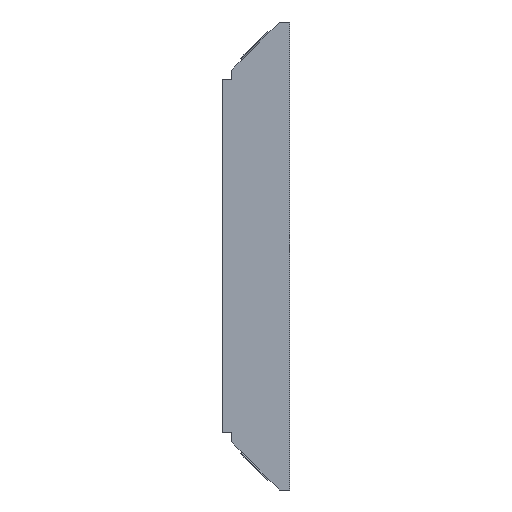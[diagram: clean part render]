
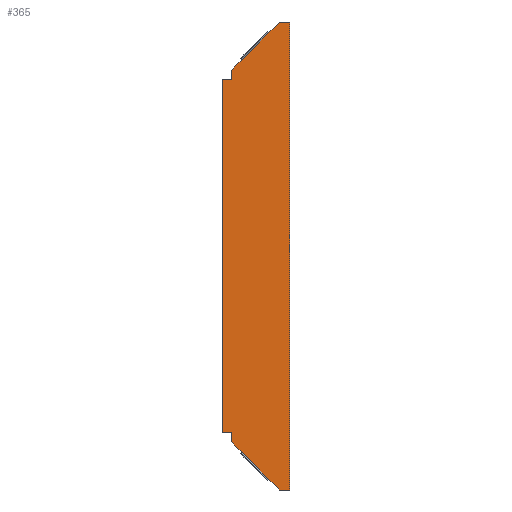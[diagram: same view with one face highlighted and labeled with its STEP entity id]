
A CAD part, front view. The second image highlights one B-rep face of the part: STEP entity #365.
In plain terms, the highlighted planar face has unit normal (0, -1, 0).
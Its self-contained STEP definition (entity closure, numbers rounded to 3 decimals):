
#15 = VECTOR ( 'NONE', #288, 1000. ) ;
#22 = CARTESIAN_POINT ( 'NONE',  ( 10., -1., 0. ) ) ;
#31 = CARTESIAN_POINT ( 'NONE',  ( 49.792, -1., 237.492 ) ) ;
#32 = VECTOR ( 'NONE', #148, 1000. ) ;
#34 = CARTESIAN_POINT ( 'NONE',  ( 61.3, -1., -249. ) ) ;
#49 = CARTESIAN_POINT ( 'NONE',  ( 0., -1., 188. ) ) ;
#57 = LINE ( 'NONE', #378, #555 ) ;
#58 = CARTESIAN_POINT ( 'NONE',  ( 49.792, -1., -237.492 ) ) ;
#61 = VERTEX_POINT ( 'NONE', #118 ) ;
#68 = VERTEX_POINT ( 'NONE', #733 ) ;
#71 = DIRECTION ( 'NONE',  ( -1., 0., 0. ) ) ;
#76 = ORIENTED_EDGE ( 'NONE', *, *, #707, .T. ) ;
#85 = VERTEX_POINT ( 'NONE', #813 ) ;
#91 = VERTEX_POINT ( 'NONE', #1070 ) ;
#105 = EDGE_CURVE ( 'NONE', #939, #61, #57, .T. ) ;
#118 = CARTESIAN_POINT ( 'NONE',  ( 21.508, -1., 209.208 ) ) ;
#122 = VECTOR ( 'NONE', #408, 1000. ) ;
#131 = CARTESIAN_POINT ( 'NONE',  ( 61.3, -1., 249. ) ) ;
#137 = ORIENTED_EDGE ( 'NONE', *, *, #159, .F. ) ;
#148 = DIRECTION ( 'NONE',  ( 0., 0., -1. ) ) ;
#157 = LINE ( 'NONE', #501, #858 ) ;
#159 = EDGE_CURVE ( 'NONE', #274, #68, #783, .T. ) ;
#195 = AXIS2_PLACEMENT_3D ( 'NONE', #334, #918, #990 ) ;
#212 = DIRECTION ( 'NONE',  ( -0.707, 0., 0.707 ) ) ;
#216 = LINE ( 'NONE', #1053, #1033 ) ;
#219 = CARTESIAN_POINT ( 'NONE',  ( 61.3, -1., 249. ) ) ;
#221 = DIRECTION ( 'NONE',  ( 0., 0., 1. ) ) ;
#227 = ORIENTED_EDGE ( 'NONE', *, *, #479, .T. ) ;
#250 = EDGE_CURVE ( 'NONE', #68, #668, #711, .T. ) ;
#254 = VECTOR ( 'NONE', #646, 1000. ) ;
#262 = ORIENTED_EDGE ( 'NONE', *, *, #105, .T. ) ;
#270 = ORIENTED_EDGE ( 'NONE', *, *, #989, .F. ) ;
#274 = VERTEX_POINT ( 'NONE', #883 ) ;
#288 = DIRECTION ( 'NONE',  ( -0.707, 0., -0.707 ) ) ;
#311 = DIRECTION ( 'NONE',  ( -1., 0., 0. ) ) ;
#313 = FACE_OUTER_BOUND ( 'NONE', #1100, .T. ) ;
#333 = CARTESIAN_POINT ( 'NONE',  ( 72.3, -1., 249. ) ) ;
#334 = CARTESIAN_POINT ( 'NONE',  ( 0., -1., 0. ) ) ;
#345 = VECTOR ( 'NONE', #1027, 1000. ) ;
#360 = CARTESIAN_POINT ( 'NONE',  ( 61.3, -1., -249. ) ) ;
#365 = ADVANCED_FACE ( 'NONE', ( #313 ), #823, .T. ) ;
#375 = ORIENTED_EDGE ( 'NONE', *, *, #498, .T. ) ;
#378 = CARTESIAN_POINT ( 'NONE',  ( 49.792, -1., 237.492 ) ) ;
#408 = DIRECTION ( 'NONE',  ( -1., 0., 0. ) ) ;
#428 = EDGE_CURVE ( 'NONE', #759, #933, #157, .T. ) ;
#444 = CARTESIAN_POINT ( 'NONE',  ( 72.3, -1., -249. ) ) ;
#447 = LINE ( 'NONE', #688, #345 ) ;
#476 = LINE ( 'NONE', #1071, #122 ) ;
#479 = EDGE_CURVE ( 'NONE', #1093, #91, #814, .T. ) ;
#498 = EDGE_CURVE ( 'NONE', #91, #939, #571, .T. ) ;
#501 = CARTESIAN_POINT ( 'NONE',  ( 72.3, -1., -249. ) ) ;
#504 = VERTEX_POINT ( 'NONE', #49 ) ;
#508 = VERTEX_POINT ( 'NONE', #58 ) ;
#517 = VERTEX_POINT ( 'NONE', #713 ) ;
#524 = VECTOR ( 'NONE', #808, 1000. ) ;
#525 = LINE ( 'NONE', #360, #1044 ) ;
#552 = EDGE_CURVE ( 'NONE', #668, #770, #476, .T. ) ;
#555 = VECTOR ( 'NONE', #564, 1000. ) ;
#564 = DIRECTION ( 'NONE',  ( -0.707, 0., -0.707 ) ) ;
#565 = CARTESIAN_POINT ( 'NONE',  ( 72.3, -1., -249. ) ) ;
#567 = EDGE_CURVE ( 'NONE', #517, #504, #987, .T. ) ;
#571 = LINE ( 'NONE', #219, #15 ) ;
#601 = EDGE_CURVE ( 'NONE', #1093, #759, #914, .T. ) ;
#631 = CARTESIAN_POINT ( 'NONE',  ( 72.3, -1., 249. ) ) ;
#646 = DIRECTION ( 'NONE',  ( -0.707, 0., -0.707 ) ) ;
#668 = VERTEX_POINT ( 'NONE', #840 ) ;
#688 = CARTESIAN_POINT ( 'NONE',  ( 10., -1., 0. ) ) ;
#702 = DIRECTION ( 'NONE',  ( 0., 0., 1. ) ) ;
#707 = EDGE_CURVE ( 'NONE', #85, #517, #447, .T. ) ;
#711 = LINE ( 'NONE', #22, #833 ) ;
#713 = CARTESIAN_POINT ( 'NONE',  ( 10., -1., 188. ) ) ;
#714 = LINE ( 'NONE', #910, #1066 ) ;
#721 = ORIENTED_EDGE ( 'NONE', *, *, #865, .F. ) ;
#733 = CARTESIAN_POINT ( 'NONE',  ( 10., -1., -197.7 ) ) ;
#734 = CARTESIAN_POINT ( 'NONE',  ( 0., -1., 188. ) ) ;
#736 = ORIENTED_EDGE ( 'NONE', *, *, #567, .T. ) ;
#759 = VERTEX_POINT ( 'NONE', #444 ) ;
#769 = CARTESIAN_POINT ( 'NONE',  ( 0., -1., -188. ) ) ;
#770 = VERTEX_POINT ( 'NONE', #769 ) ;
#783 = LINE ( 'NONE', #34, #992 ) ;
#791 = DIRECTION ( 'NONE',  ( -0.707, 0., 0.707 ) ) ;
#808 = DIRECTION ( 'NONE',  ( -1., 0., 0. ) ) ;
#810 = CARTESIAN_POINT ( 'NONE',  ( 61.3, -1., -249. ) ) ;
#813 = CARTESIAN_POINT ( 'NONE',  ( 10., -1., 197.7 ) ) ;
#814 = LINE ( 'NONE', #631, #1032 ) ;
#822 = EDGE_CURVE ( 'NONE', #61, #85, #913, .T. ) ;
#823 = PLANE ( 'NONE',  #195 ) ;
#833 = VECTOR ( 'NONE', #702, 1000. ) ;
#840 = CARTESIAN_POINT ( 'NONE',  ( 10., -1., -188. ) ) ;
#843 = ORIENTED_EDGE ( 'NONE', *, *, #822, .T. ) ;
#846 = ORIENTED_EDGE ( 'NONE', *, *, #428, .F. ) ;
#851 = ORIENTED_EDGE ( 'NONE', *, *, #930, .F. ) ;
#858 = VECTOR ( 'NONE', #71, 1000. ) ;
#865 = EDGE_CURVE ( 'NONE', #933, #508, #525, .T. ) ;
#883 = CARTESIAN_POINT ( 'NONE',  ( 21.508, -1., -209.208 ) ) ;
#910 = CARTESIAN_POINT ( 'NONE',  ( 49.792, -1., -237.492 ) ) ;
#913 = LINE ( 'NONE', #131, #254 ) ;
#914 = LINE ( 'NONE', #565, #32 ) ;
#918 = DIRECTION ( 'NONE',  ( 0., -1., 0. ) ) ;
#930 = EDGE_CURVE ( 'NONE', #508, #274, #714, .T. ) ;
#933 = VERTEX_POINT ( 'NONE', #810 ) ;
#939 = VERTEX_POINT ( 'NONE', #31 ) ;
#983 = ORIENTED_EDGE ( 'NONE', *, *, #552, .F. ) ;
#987 = LINE ( 'NONE', #734, #524 ) ;
#989 = EDGE_CURVE ( 'NONE', #770, #504, #216, .T. ) ;
#990 = DIRECTION ( 'NONE',  ( 0., 0., -1. ) ) ;
#992 = VECTOR ( 'NONE', #212, 1000. ) ;
#1025 = ORIENTED_EDGE ( 'NONE', *, *, #601, .F. ) ;
#1027 = DIRECTION ( 'NONE',  ( 0., 0., -1. ) ) ;
#1032 = VECTOR ( 'NONE', #311, 1000. ) ;
#1033 = VECTOR ( 'NONE', #221, 1000. ) ;
#1043 = ORIENTED_EDGE ( 'NONE', *, *, #250, .F. ) ;
#1044 = VECTOR ( 'NONE', #1102, 1000. ) ;
#1053 = CARTESIAN_POINT ( 'NONE',  ( 0., -1., -191. ) ) ;
#1066 = VECTOR ( 'NONE', #791, 1000. ) ;
#1070 = CARTESIAN_POINT ( 'NONE',  ( 61.3, -1., 249. ) ) ;
#1071 = CARTESIAN_POINT ( 'NONE',  ( 0., -1., -188. ) ) ;
#1093 = VERTEX_POINT ( 'NONE', #333 ) ;
#1100 = EDGE_LOOP ( 'NONE', ( #1043, #137, #851, #721, #846, #1025, #227, #375, #262, #843, #76, #736, #270, #983 ) ) ;
#1102 = DIRECTION ( 'NONE',  ( -0.707, 0., 0.707 ) ) ;
